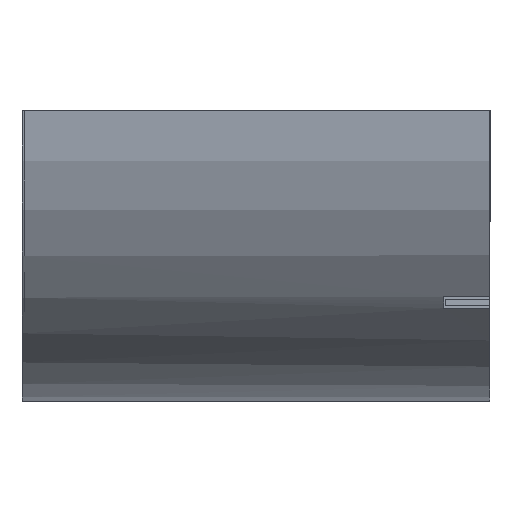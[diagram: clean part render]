
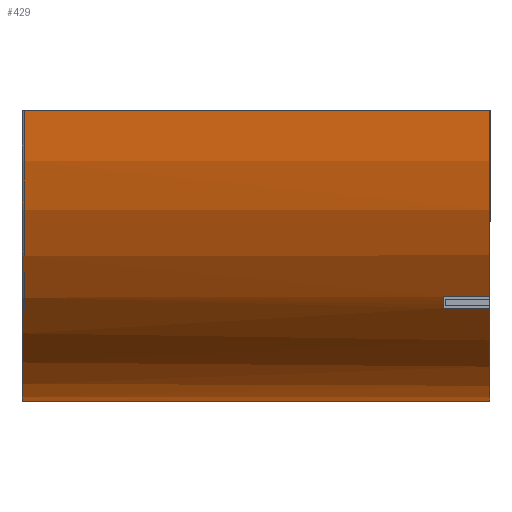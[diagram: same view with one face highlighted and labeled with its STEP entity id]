
A CAD part, left-side view. The second image highlights one B-rep face of the part: STEP entity #429.
In plain terms, the highlighted cylindrical face has radius 126 mm (diameter 252 mm), a partial arc.
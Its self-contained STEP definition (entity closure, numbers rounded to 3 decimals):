
#30 = CARTESIAN_POINT ( 'NONE',  ( -96.673, 202., -80.811 ) ) ;
#34 = DIRECTION ( 'NONE',  ( 0., 0., 1. ) ) ;
#38 = VERTEX_POINT ( 'NONE', #284 ) ;
#50 = VECTOR ( 'NONE', #217, 1000. ) ;
#55 = CARTESIAN_POINT ( 'NONE',  ( -125.999, 0., -0.5 ) ) ;
#58 = CARTESIAN_POINT ( 'NONE',  ( -92.263, 202., -85.811 ) ) ;
#68 = VERTEX_POINT ( 'NONE', #540 ) ;
#72 = CARTESIAN_POINT ( 'NONE',  ( -125.999, 202., -0.5 ) ) ;
#83 = CARTESIAN_POINT ( 'NONE',  ( 0., 0., 0. ) ) ;
#87 = VECTOR ( 'NONE', #301, 1000. ) ;
#90 = VERTEX_POINT ( 'NONE', #55 ) ;
#96 = CYLINDRICAL_SURFACE ( 'NONE', #238, 126. ) ;
#110 = EDGE_CURVE ( 'NONE', #498, #682, #583, .T. ) ;
#141 = EDGE_CURVE ( 'NONE', #90, #508, #278, .T. ) ;
#148 = CIRCLE ( 'NONE', #474, 126. ) ;
#167 = VECTOR ( 'NONE', #249, 1000. ) ;
#201 = LINE ( 'NONE', #449, #87 ) ;
#215 = ORIENTED_EDGE ( 'NONE', *, *, #627, .T. ) ;
#217 = DIRECTION ( 'NONE',  ( 0., 1., 0. ) ) ;
#221 = ORIENTED_EDGE ( 'NONE', *, *, #681, .T. ) ;
#224 = AXIS2_PLACEMENT_3D ( 'NONE', #354, #609, #625 ) ;
#226 = AXIS2_PLACEMENT_3D ( 'NONE', #83, #298, #404 ) ;
#238 = AXIS2_PLACEMENT_3D ( 'NONE', #586, #631, #425 ) ;
#241 = ORIENTED_EDGE ( 'NONE', *, *, #602, .T. ) ;
#249 = DIRECTION ( 'NONE',  ( 0., -1., 0. ) ) ;
#273 = CARTESIAN_POINT ( 'NONE',  ( 0., 202., 0. ) ) ;
#278 = LINE ( 'NONE', #645, #50 ) ;
#279 = ORIENTED_EDGE ( 'NONE', *, *, #312, .F. ) ;
#284 = CARTESIAN_POINT ( 'NONE',  ( 0., 202., -126. ) ) ;
#298 = DIRECTION ( 'NONE',  ( 0., 1., 0. ) ) ;
#301 = DIRECTION ( 'NONE',  ( 0., -1., 0. ) ) ;
#311 = ORIENTED_EDGE ( 'NONE', *, *, #415, .T. ) ;
#312 = EDGE_CURVE ( 'NONE', #38, #508, #148, .T. ) ;
#334 = CARTESIAN_POINT ( 'NONE',  ( -96.673, 0., -80.811 ) ) ;
#346 = AXIS2_PLACEMENT_3D ( 'NONE', #461, #640, #674 ) ;
#353 = ORIENTED_EDGE ( 'NONE', *, *, #110, .T. ) ;
#354 = CARTESIAN_POINT ( 'NONE',  ( 0., 0., 0. ) ) ;
#361 = EDGE_LOOP ( 'NONE', ( #279, #612, #241, #353, #311, #221, #215, #650 ) ) ;
#374 = CARTESIAN_POINT ( 'NONE',  ( 0., 0., -126. ) ) ;
#377 = FACE_OUTER_BOUND ( 'NONE', #361, .T. ) ;
#404 = DIRECTION ( 'NONE',  ( 0., 0., 1. ) ) ;
#410 = VERTEX_POINT ( 'NONE', #374 ) ;
#415 = EDGE_CURVE ( 'NONE', #682, #68, #644, .T. ) ;
#425 = DIRECTION ( 'NONE',  ( 0., 0., -1. ) ) ;
#429 = ADVANCED_FACE ( 'NONE', ( #377 ), #96, .T. ) ;
#449 = CARTESIAN_POINT ( 'NONE',  ( 0., 202., -126. ) ) ;
#456 = CARTESIAN_POINT ( 'NONE',  ( -92.263, 20., -85.811 ) ) ;
#461 = CARTESIAN_POINT ( 'NONE',  ( 0., 20., 0. ) ) ;
#474 = AXIS2_PLACEMENT_3D ( 'NONE', #273, #538, #34 ) ;
#498 = VERTEX_POINT ( 'NONE', #647 ) ;
#508 = VERTEX_POINT ( 'NONE', #72 ) ;
#523 = CIRCLE ( 'NONE', #224, 126. ) ;
#533 = VECTOR ( 'NONE', #692, 1000. ) ;
#538 = DIRECTION ( 'NONE',  ( 0., 1., 0. ) ) ;
#540 = CARTESIAN_POINT ( 'NONE',  ( -96.673, 20., -80.811 ) ) ;
#543 = CIRCLE ( 'NONE', #226, 126. ) ;
#580 = VERTEX_POINT ( 'NONE', #334 ) ;
#583 = LINE ( 'NONE', #58, #533 ) ;
#586 = CARTESIAN_POINT ( 'NONE',  ( 0., 202., 0. ) ) ;
#592 = EDGE_CURVE ( 'NONE', #38, #410, #201, .T. ) ;
#602 = EDGE_CURVE ( 'NONE', #410, #498, #523, .T. ) ;
#609 = DIRECTION ( 'NONE',  ( 0., 1., 0. ) ) ;
#612 = ORIENTED_EDGE ( 'NONE', *, *, #592, .T. ) ;
#623 = LINE ( 'NONE', #30, #167 ) ;
#625 = DIRECTION ( 'NONE',  ( 0., 0., 1. ) ) ;
#627 = EDGE_CURVE ( 'NONE', #580, #90, #543, .T. ) ;
#631 = DIRECTION ( 'NONE',  ( 0., -1., 0. ) ) ;
#640 = DIRECTION ( 'NONE',  ( 0., 1., 0. ) ) ;
#644 = CIRCLE ( 'NONE', #346, 126. ) ;
#645 = CARTESIAN_POINT ( 'NONE',  ( -125.999, 202., -0.5 ) ) ;
#647 = CARTESIAN_POINT ( 'NONE',  ( -92.263, 0., -85.811 ) ) ;
#650 = ORIENTED_EDGE ( 'NONE', *, *, #141, .T. ) ;
#674 = DIRECTION ( 'NONE',  ( 0., 0., 1. ) ) ;
#681 = EDGE_CURVE ( 'NONE', #68, #580, #623, .T. ) ;
#682 = VERTEX_POINT ( 'NONE', #456 ) ;
#692 = DIRECTION ( 'NONE',  ( 0., 1., 0. ) ) ;
